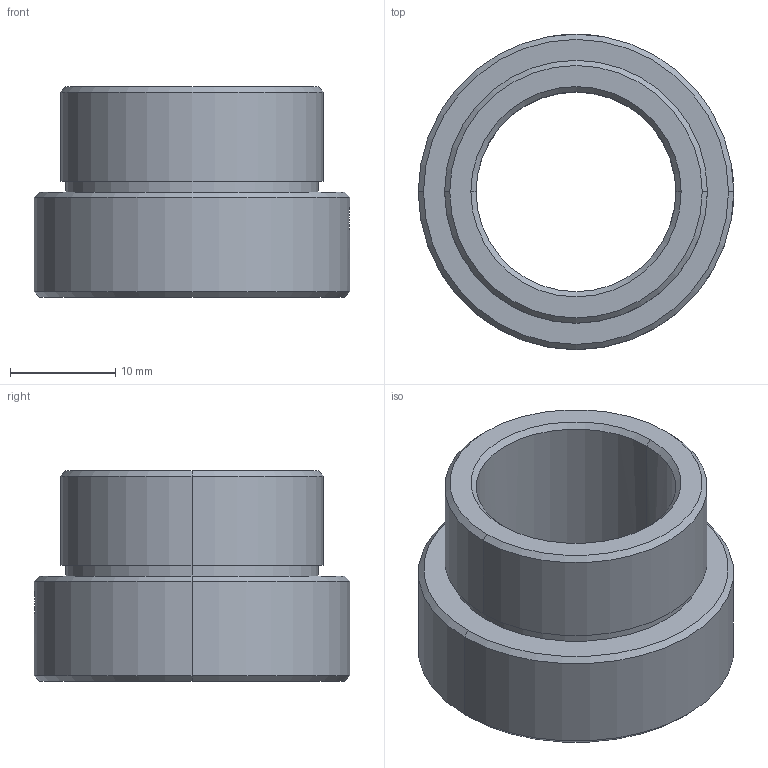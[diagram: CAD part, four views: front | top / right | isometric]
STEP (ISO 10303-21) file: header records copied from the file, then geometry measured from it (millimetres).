
FILE_DESCRIPTION (( 'STEP AP203' ), '1' );
FILE_NAME ('GCT-031015 俋倛芞.STEP', '2017-07-28T02:27:44', ( 'Lxtx999.CoM' ), ( 'Lxtx999.CoM' ), 'SwSTEP 2.0', 'SolidWorks 2012', '' );
FILE_SCHEMA (( 'CONFIG_CONTROL_DESIGN' ));
Length unit declared in the file: millimetre
Products named in the file (1): GCT-031015 俋倛芞
Bounding box: 30 x 30 x 20 mm (x, y, z)
Volume: 6166 mm3; surface area: 3795.6 mm2
Topology: 1 solids, 1 shells, 26 faces, 58 edges, 34 vertices
Faces by surface type: cylinder 12, cone 10, plane 4
Entity records: 945 total; most frequent: CARTESIAN_POINT 275, DIRECTION 130, ORIENTED_EDGE 116, EDGE_CURVE 58, AXIS2_PLACEMENT_3D 53, VERTEX_POINT 34, EDGE_LOOP 32, FACE_OUTER_BOUND 26
